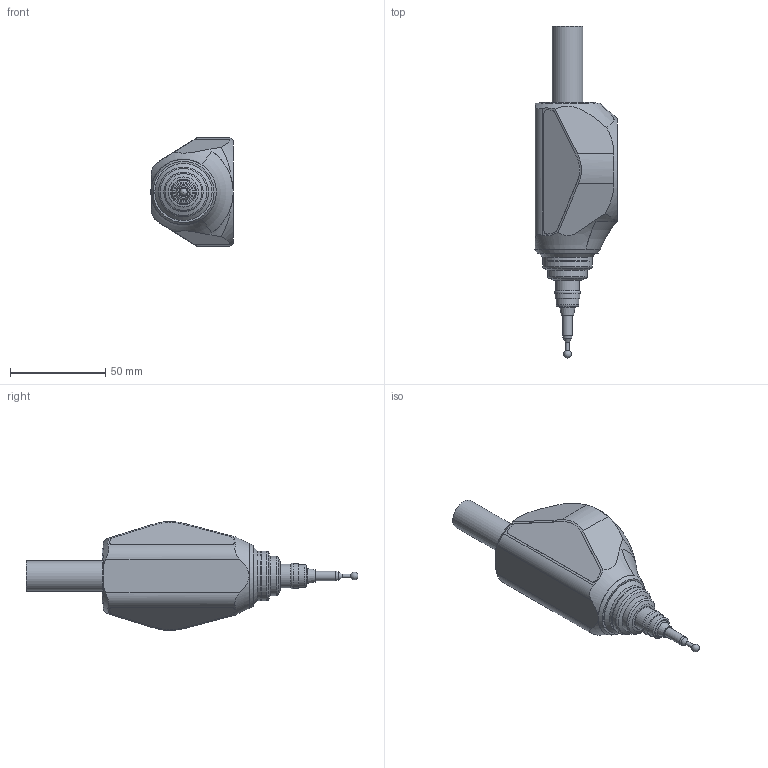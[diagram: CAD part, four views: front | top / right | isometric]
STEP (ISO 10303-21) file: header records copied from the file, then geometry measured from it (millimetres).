
FILE_DESCRIPTION(/* description */ ('Unknown'),/* implementation_level */ '2;1');
FILE_NAME(/* name */ 'EMA-2',/* time_stamp */ '2022-09-13T09:07:01+02:00',/* author */ ('Unknown'),/* organization */ ('Unknown'),/* preprocessor_version */ 'ST-DEVELOPER v16.7',/* originating_system */ 'DEX',/* authorisation */ $);
FILE_SCHEMA (('AUTOMOTIVE_DESIGN {1 0 10303 214 3 1 1}'));
Length unit declared in the file: millimetre
Products named in the file (1): EMA-only volume
Bounding box: 43.16 x 174 x 56.99 mm (x, y, z)
Volume: 151862.6 mm3; surface area: 18263.7 mm2
Topology: 1 solids, 1 shells, 79 faces, 185 edges, 116 vertices
Faces by surface type: plane 28, cylinder 25, cone 10, torus 10, bspline 4, sphere 2
Full cylindrical faces by diameter (mm): 2 x1, 4.95 x1, 12 x1, 12.4 x1, 13 x1, 16 x1, 20.6 x1, 26 x1, 26.1 x1, 29 x1, 30 x1
Entity records: 2358 total; most frequent: CARTESIAN_POINT 672, DIRECTION 339, ORIENTED_EDGE 310, EDGE_CURVE 155, AXIS2_PLACEMENT_3D 145, EDGE_LOOP 114, FACE_BOUND 114, VERTEX_POINT 113
